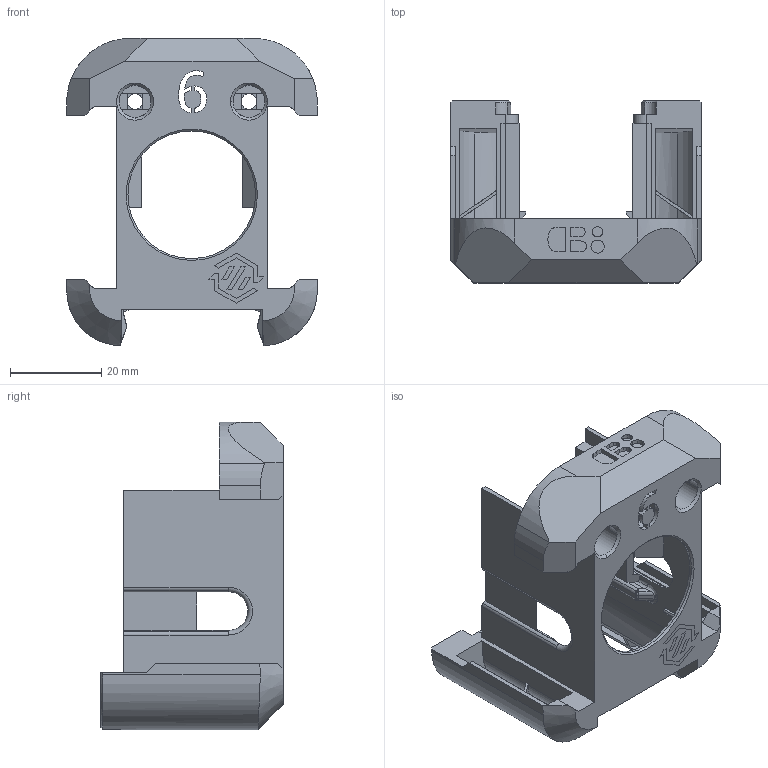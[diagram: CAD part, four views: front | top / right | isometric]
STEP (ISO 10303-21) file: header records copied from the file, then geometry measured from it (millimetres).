
FILE_DESCRIPTION (( 'STEP AP203' ), '1' );
FILE_NAME ('SC Dragonburner Cowl T6.STEP', '2024-02-20T07:33:01', ( '' ), ( '' ), 'SwSTEP 2.0', 'SolidWorks 2022', '' );
FILE_SCHEMA (( 'CONFIG_CONTROL_DESIGN' ));
Length unit declared in the file: millimetre
Products named in the file (3): SC Logo cutout; Stealthchanger_DB_Cowl_T6; SC Dragonburner Cowl T6
Assembly tree (2 placements, depth 2):
  SC Dragonburner Cowl T6
    Stealthchanger_DB_Cowl_T6
    SC Logo cutout
Bounding box: 55 x 40 x 67.41 mm (x, y, z)
Volume: 16511.6 mm3; surface area: 18663.2 mm2
Topology: 2 solids, 3 shells, 522 faces, 1423 edges, 912 vertices
Faces by surface type: plane 277, cylinder 134, bspline 65, cone 32, sphere 8, torus 6
Entity records: 18282 total; most frequent: CARTESIAN_POINT 5345, ORIENTED_EDGE 2834, DIRECTION 2327, EDGE_CURVE 1417, LINE 929, VECTOR 929, VERTEX_POINT 912, AXIS2_PLACEMENT_3D 699
